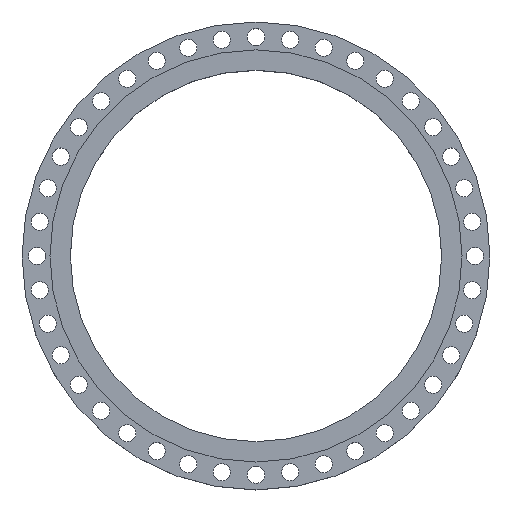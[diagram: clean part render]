
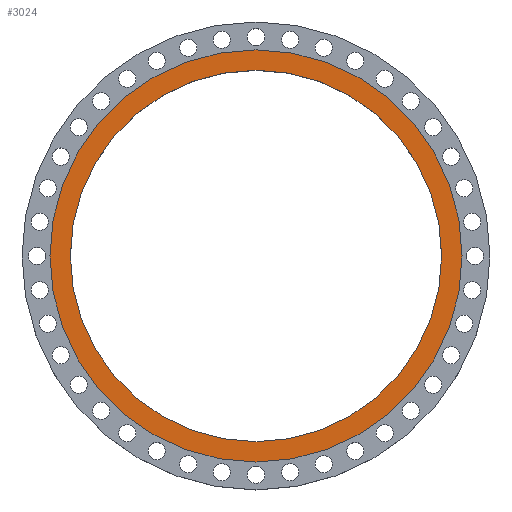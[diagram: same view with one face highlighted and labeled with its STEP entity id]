
A CAD part, top view. The second image highlights one B-rep face of the part: STEP entity #3024.
In plain terms, the highlighted planar face has unit normal (0, 0, 1).
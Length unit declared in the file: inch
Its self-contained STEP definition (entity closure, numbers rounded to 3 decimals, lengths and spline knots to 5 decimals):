
#28 = CARTESIAN_POINT ( 'NONE',  ( 0., 0., 0. ) ) ;
#255 = DIRECTION ( 'NONE',  ( -1., 0., 0. ) ) ;
#308 = EDGE_CURVE ( 'NONE', #444, #1014, #2872, .T. ) ;
#334 = AXIS2_PLACEMENT_3D ( 'NONE', #885, #3020, #1972 ) ;
#354 = DIRECTION ( 'NONE',  ( 1., 0., 0. ) ) ;
#441 = EDGE_CURVE ( 'NONE', #2504, #2595, #1923, .T. ) ;
#444 = VERTEX_POINT ( 'NONE', #1703 ) ;
#479 = DIRECTION ( 'NONE',  ( 0., 0., 1. ) ) ;
#481 = EDGE_LOOP ( 'NONE', ( #2836, #1165 ) ) ;
#602 = FACE_OUTER_BOUND ( 'NONE', #2910, .T. ) ;
#867 = ORIENTED_EDGE ( 'NONE', *, *, #2557, .T. ) ;
#885 = CARTESIAN_POINT ( 'NONE',  ( 0., 0., 0. ) ) ;
#1014 = VERTEX_POINT ( 'NONE', #1451 ) ;
#1077 = CIRCLE ( 'NONE', #2717, 24. ) ;
#1165 = ORIENTED_EDGE ( 'NONE', *, *, #308, .F. ) ;
#1203 = CARTESIAN_POINT ( 'NONE',  ( -24., 0., 0. ) ) ;
#1357 = FACE_BOUND ( 'NONE', #481, .T. ) ;
#1429 = DIRECTION ( 'NONE',  ( 1., 0., 0. ) ) ;
#1451 = CARTESIAN_POINT ( 'NONE',  ( 21.625, 0., 0. ) ) ;
#1566 = DIRECTION ( 'NONE',  ( 1., 0., 0. ) ) ;
#1703 = CARTESIAN_POINT ( 'NONE',  ( -21.625, 0., 0. ) ) ;
#1747 = AXIS2_PLACEMENT_3D ( 'NONE', #28, #479, #1566 ) ;
#1923 = CIRCLE ( 'NONE', #334, 24. ) ;
#1972 = DIRECTION ( 'NONE',  ( 1., 0., 0. ) ) ;
#1977 = DIRECTION ( 'NONE',  ( 0., 0., 1. ) ) ;
#2219 = CARTESIAN_POINT ( 'NONE',  ( 0., 21.625, 0. ) ) ;
#2358 = CARTESIAN_POINT ( 'NONE',  ( 24., 0., 0. ) ) ;
#2361 = ORIENTED_EDGE ( 'NONE', *, *, #441, .T. ) ;
#2496 = PLANE ( 'NONE',  #2666 ) ;
#2504 = VERTEX_POINT ( 'NONE', #1203 ) ;
#2553 = EDGE_CURVE ( 'NONE', #1014, #444, #2714, .T. ) ;
#2557 = EDGE_CURVE ( 'NONE', #2595, #2504, #1077, .T. ) ;
#2595 = VERTEX_POINT ( 'NONE', #2358 ) ;
#2599 = AXIS2_PLACEMENT_3D ( 'NONE', #2760, #2780, #1429 ) ;
#2666 = AXIS2_PLACEMENT_3D ( 'NONE', #2219, #3227, #255 ) ;
#2714 = CIRCLE ( 'NONE', #2599, 21.625 ) ;
#2717 = AXIS2_PLACEMENT_3D ( 'NONE', #2793, #1977, #354 ) ;
#2760 = CARTESIAN_POINT ( 'NONE',  ( 0., 0., 0. ) ) ;
#2780 = DIRECTION ( 'NONE',  ( 0., 0., 1. ) ) ;
#2793 = CARTESIAN_POINT ( 'NONE',  ( 0., 0., 0. ) ) ;
#2836 = ORIENTED_EDGE ( 'NONE', *, *, #2553, .F. ) ;
#2872 = CIRCLE ( 'NONE', #1747, 21.625 ) ;
#2910 = EDGE_LOOP ( 'NONE', ( #867, #2361 ) ) ;
#3020 = DIRECTION ( 'NONE',  ( 0., 0., 1. ) ) ;
#3024 = ADVANCED_FACE ( 'NONE', ( #1357, #602 ), #2496, .F. ) ;
#3227 = DIRECTION ( 'NONE',  ( 0., 0., -1. ) ) ;
